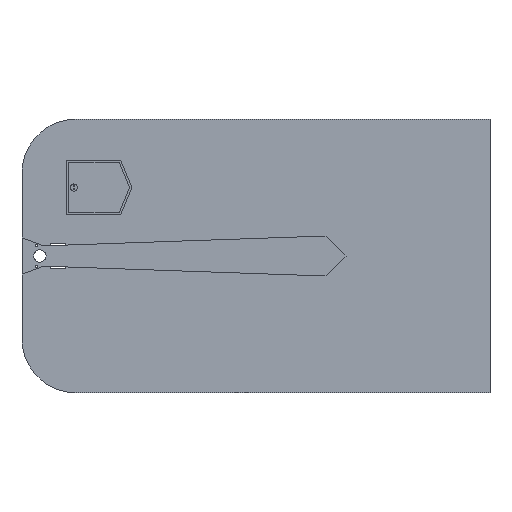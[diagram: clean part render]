
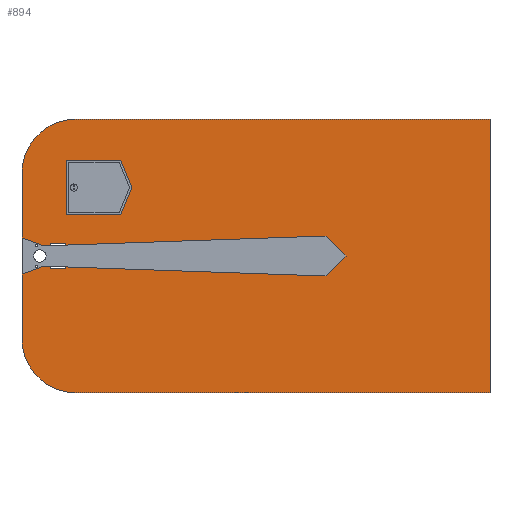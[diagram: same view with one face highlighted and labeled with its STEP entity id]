
A CAD part, front view. The second image highlights one B-rep face of the part: STEP entity #894.
In plain terms, the highlighted planar face has unit normal (0, -1, 0).
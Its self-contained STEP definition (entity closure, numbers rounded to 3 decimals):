
#15=FACE_BOUND('',#129,.T.);
#39=PLANE('',#967);
#81=FACE_OUTER_BOUND('',#128,.T.);
#128=EDGE_LOOP('',(#684,#685,#686,#687,#688,#689,#690,#691,#692,#693,#694,
#695,#696,#697,#698,#699,#700,#701,#702,#703,#704));
#129=EDGE_LOOP('',(#705,#706,#707,#708,#709));
#183=LINE('',#1278,#293);
#186=LINE('',#1284,#296);
#189=LINE('',#1289,#299);
#198=LINE('',#1312,#308);
#204=LINE('',#1323,#314);
#206=LINE('',#1328,#316);
#214=LINE('',#1342,#324);
#215=LINE('',#1345,#325);
#218=LINE('',#1351,#328);
#219=LINE('',#1353,#329);
#220=LINE('',#1354,#330);
#221=LINE('',#1356,#331);
#222=LINE('',#1358,#332);
#223=LINE('',#1360,#333);
#224=LINE('',#1364,#334);
#225=LINE('',#1366,#335);
#226=LINE('',#1368,#336);
#227=LINE('',#1372,#337);
#228=LINE('',#1373,#338);
#229=LINE('',#1376,#339);
#230=LINE('',#1378,#340);
#231=LINE('',#1380,#341);
#232=LINE('',#1382,#342);
#233=LINE('',#1383,#343);
#293=VECTOR('',#1037,10.);
#296=VECTOR('',#1042,10.);
#299=VECTOR('',#1047,10.);
#308=VECTOR('',#1066,10.);
#314=VECTOR('',#1074,10.);
#316=VECTOR('',#1078,10.);
#324=VECTOR('',#1090,10.);
#325=VECTOR('',#1093,10.);
#328=VECTOR('',#1098,10.);
#329=VECTOR('',#1099,10.);
#330=VECTOR('',#1100,10.);
#331=VECTOR('',#1101,10.);
#332=VECTOR('',#1102,10.);
#333=VECTOR('',#1103,10.);
#334=VECTOR('',#1106,10.);
#335=VECTOR('',#1107,10.);
#336=VECTOR('',#1108,10.);
#337=VECTOR('',#1111,10.);
#338=VECTOR('',#1112,10.);
#339=VECTOR('',#1113,10.);
#340=VECTOR('',#1114,10.);
#341=VECTOR('',#1115,10.);
#342=VECTOR('',#1116,10.);
#343=VECTOR('',#1117,10.);
#400=CIRCLE('',#968,75.);
#401=CIRCLE('',#969,75.);
#420=VERTEX_POINT('',#1275);
#421=VERTEX_POINT('',#1277);
#423=VERTEX_POINT('',#1283);
#424=VERTEX_POINT('',#1288);
#432=VERTEX_POINT('',#1309);
#433=VERTEX_POINT('',#1311);
#437=VERTEX_POINT('',#1321);
#439=VERTEX_POINT('',#1327);
#443=VERTEX_POINT('',#1340);
#444=VERTEX_POINT('',#1344);
#446=VERTEX_POINT('',#1350);
#447=VERTEX_POINT('',#1352);
#448=VERTEX_POINT('',#1355);
#449=VERTEX_POINT('',#1357);
#450=VERTEX_POINT('',#1359);
#451=VERTEX_POINT('',#1361);
#452=VERTEX_POINT('',#1363);
#453=VERTEX_POINT('',#1365);
#454=VERTEX_POINT('',#1367);
#455=VERTEX_POINT('',#1369);
#456=VERTEX_POINT('',#1371);
#457=VERTEX_POINT('',#1374);
#458=VERTEX_POINT('',#1375);
#459=VERTEX_POINT('',#1377);
#460=VERTEX_POINT('',#1379);
#461=VERTEX_POINT('',#1381);
#507=EDGE_CURVE('',#421,#420,#183,.T.);
#510=EDGE_CURVE('',#423,#421,#186,.T.);
#513=EDGE_CURVE('',#424,#423,#189,.T.);
#524=EDGE_CURVE('',#433,#432,#198,.T.);
#530=EDGE_CURVE('',#432,#437,#204,.T.);
#532=EDGE_CURVE('',#439,#433,#206,.T.);
#540=EDGE_CURVE('',#420,#443,#214,.T.);
#541=EDGE_CURVE('',#444,#424,#215,.T.);
#544=EDGE_CURVE('',#443,#446,#218,.T.);
#545=EDGE_CURVE('',#446,#447,#219,.T.);
#546=EDGE_CURVE('',#447,#439,#220,.T.);
#547=EDGE_CURVE('',#437,#448,#221,.T.);
#548=EDGE_CURVE('',#448,#449,#222,.T.);
#549=EDGE_CURVE('',#450,#449,#223,.T.);
#550=EDGE_CURVE('',#451,#450,#400,.T.);
#551=EDGE_CURVE('',#452,#451,#224,.T.);
#552=EDGE_CURVE('',#453,#452,#225,.T.);
#553=EDGE_CURVE('',#454,#453,#226,.T.);
#554=EDGE_CURVE('',#455,#454,#401,.T.);
#555=EDGE_CURVE('',#456,#455,#227,.T.);
#556=EDGE_CURVE('',#456,#444,#228,.T.);
#557=EDGE_CURVE('',#457,#458,#229,.T.);
#558=EDGE_CURVE('',#458,#459,#230,.T.);
#559=EDGE_CURVE('',#459,#460,#231,.T.);
#560=EDGE_CURVE('',#460,#461,#232,.T.);
#561=EDGE_CURVE('',#461,#457,#233,.T.);
#684=ORIENTED_EDGE('',*,*,#513,.T.);
#685=ORIENTED_EDGE('',*,*,#510,.T.);
#686=ORIENTED_EDGE('',*,*,#507,.T.);
#687=ORIENTED_EDGE('',*,*,#540,.T.);
#688=ORIENTED_EDGE('',*,*,#544,.T.);
#689=ORIENTED_EDGE('',*,*,#545,.T.);
#690=ORIENTED_EDGE('',*,*,#546,.T.);
#691=ORIENTED_EDGE('',*,*,#532,.T.);
#692=ORIENTED_EDGE('',*,*,#524,.T.);
#693=ORIENTED_EDGE('',*,*,#530,.T.);
#694=ORIENTED_EDGE('',*,*,#547,.T.);
#695=ORIENTED_EDGE('',*,*,#548,.T.);
#696=ORIENTED_EDGE('',*,*,#549,.F.);
#697=ORIENTED_EDGE('',*,*,#550,.F.);
#698=ORIENTED_EDGE('',*,*,#551,.F.);
#699=ORIENTED_EDGE('',*,*,#552,.F.);
#700=ORIENTED_EDGE('',*,*,#553,.F.);
#701=ORIENTED_EDGE('',*,*,#554,.F.);
#702=ORIENTED_EDGE('',*,*,#555,.F.);
#703=ORIENTED_EDGE('',*,*,#556,.T.);
#704=ORIENTED_EDGE('',*,*,#541,.T.);
#705=ORIENTED_EDGE('',*,*,#557,.T.);
#706=ORIENTED_EDGE('',*,*,#558,.T.);
#707=ORIENTED_EDGE('',*,*,#559,.T.);
#708=ORIENTED_EDGE('',*,*,#560,.T.);
#709=ORIENTED_EDGE('',*,*,#561,.T.);
#894=ADVANCED_FACE('',(#81,#15),#39,.F.);
#967=AXIS2_PLACEMENT_3D('',#1349,#1096,#1097);
#968=AXIS2_PLACEMENT_3D('',#1362,#1104,#1105);
#969=AXIS2_PLACEMENT_3D('',#1370,#1109,#1110);
#1037=DIRECTION('',(0.,0.,-1.));
#1042=DIRECTION('',(1.,0.,0.));
#1047=DIRECTION('',(0.,0.,1.));
#1066=DIRECTION('',(-1.,0.,0.));
#1074=DIRECTION('',(0.,0.,1.));
#1078=DIRECTION('',(0.,0.,-1.));
#1090=DIRECTION('',(0.999,0.,0.035));
#1093=DIRECTION('',(0.999,0.,0.035));
#1096=DIRECTION('center_axis',(0.,1.,0.));
#1097=DIRECTION('ref_axis',(0.,0.,1.));
#1098=DIRECTION('',(0.707,0.,-0.707));
#1099=DIRECTION('',(-0.707,0.,-0.707));
#1100=DIRECTION('',(-0.999,0.,0.035));
#1101=DIRECTION('',(-0.999,0.,0.035));
#1102=DIRECTION('',(-0.94,0.,-0.342));
#1103=DIRECTION('',(0.,0.,1.));
#1104=DIRECTION('center_axis',(0.,1.,0.));
#1105=DIRECTION('ref_axis',(-0.707,0.,-0.707));
#1106=DIRECTION('',(-1.,0.,0.));
#1107=DIRECTION('',(0.,0.,-1.));
#1108=DIRECTION('',(1.,0.,0.));
#1109=DIRECTION('center_axis',(0.,1.,0.));
#1110=DIRECTION('ref_axis',(-0.707,0.,0.707));
#1111=DIRECTION('',(0.,0.,1.));
#1112=DIRECTION('',(0.94,0.,-0.342));
#1113=DIRECTION('',(0.,0.,1.));
#1114=DIRECTION('',(1.,0.,0.));
#1115=DIRECTION('',(0.383,0.,-0.924));
#1116=DIRECTION('',(-0.383,0.,-0.924));
#1117=DIRECTION('',(-1.,0.,0.));
#1275=CARTESIAN_POINT('',(-264.055,0.,15.162));
#1277=CARTESIAN_POINT('',(-264.055,0.,17.78));
#1278=CARTESIAN_POINT('',(-264.055,0.,8.89));
#1283=CARTESIAN_POINT('',(-285.037,0.,17.78));
#1284=CARTESIAN_POINT('',(-142.519,0.,17.78));
#1288=CARTESIAN_POINT('',(-285.037,0.,14.429));
#1289=CARTESIAN_POINT('',(-285.037,0.,7.209));
#1309=CARTESIAN_POINT('',(-285.037,0.,-17.78));
#1311=CARTESIAN_POINT('',(-264.055,0.,-17.78));
#1312=CARTESIAN_POINT('',(-132.028,0.,-17.78));
#1321=CARTESIAN_POINT('',(-285.037,0.,-14.429));
#1323=CARTESIAN_POINT('',(-285.037,0.,-8.89));
#1327=CARTESIAN_POINT('',(-264.055,0.,-15.162));
#1328=CARTESIAN_POINT('',(-264.055,0.,-7.209));
#1340=CARTESIAN_POINT('',(97.222,0.,27.778));
#1342=CARTESIAN_POINT('',(-147.925,0.,19.217));
#1344=CARTESIAN_POINT('',(-295.,0.,14.081));
#1345=CARTESIAN_POINT('',(-147.925,0.,19.217));
#1349=CARTESIAN_POINT('Origin',(0.,0.,0.));
#1350=CARTESIAN_POINT('',(125.,0.,0.));
#1351=CARTESIAN_POINT('',(79.861,0.,45.139));
#1352=CARTESIAN_POINT('',(97.222,0.,-27.778));
#1353=CARTESIAN_POINT('',(93.75,0.,-31.25));
#1354=CARTESIAN_POINT('',(48.186,0.,-26.065));
#1355=CARTESIAN_POINT('',(-295.,0.,-14.081));
#1356=CARTESIAN_POINT('',(48.186,0.,-26.065));
#1357=CARTESIAN_POINT('',(-325.,0.,-25.));
#1358=CARTESIAN_POINT('',(-162.491,0.,34.148));
#1359=CARTESIAN_POINT('',(-325.,0.,-115.));
#1360=CARTESIAN_POINT('',(-325.,0.,-190.));
#1361=CARTESIAN_POINT('',(-250.,0.,-190.));
#1362=CARTESIAN_POINT('Origin',(-250.,0.,-115.));
#1363=CARTESIAN_POINT('',(325.,0.,-190.));
#1364=CARTESIAN_POINT('',(325.,0.,-190.));
#1365=CARTESIAN_POINT('',(325.,0.,190.));
#1366=CARTESIAN_POINT('',(325.,0.,190.));
#1367=CARTESIAN_POINT('',(-250.,0.,190.));
#1368=CARTESIAN_POINT('',(-325.,0.,190.));
#1369=CARTESIAN_POINT('',(-325.,0.,115.));
#1370=CARTESIAN_POINT('Origin',(-250.,0.,115.));
#1371=CARTESIAN_POINT('',(-325.,0.,25.));
#1372=CARTESIAN_POINT('',(-325.,0.,-190.));
#1373=CARTESIAN_POINT('',(-177.491,0.,-28.689));
#1374=CARTESIAN_POINT('',(-263.,0.,57.));
#1375=CARTESIAN_POINT('',(-263.,0.,133.));
#1376=CARTESIAN_POINT('',(-263.,0.,28.5));
#1377=CARTESIAN_POINT('',(-187.995,0.,133.));
#1378=CARTESIAN_POINT('',(-131.5,0.,133.));
#1379=CARTESIAN_POINT('',(-172.255,0.,95.));
#1380=CARTESIAN_POINT('',(-150.719,0.,43.005));
#1381=CARTESIAN_POINT('',(-187.995,0.,57.));
#1382=CARTESIAN_POINT('',(-176.436,0.,84.907));
#1383=CARTESIAN_POINT('',(-93.998,0.,57.));
